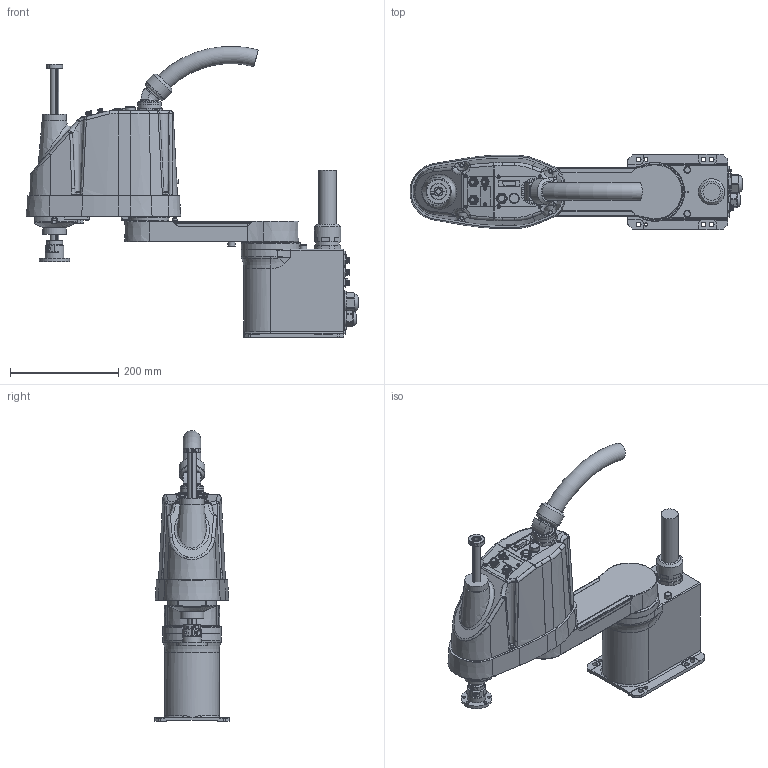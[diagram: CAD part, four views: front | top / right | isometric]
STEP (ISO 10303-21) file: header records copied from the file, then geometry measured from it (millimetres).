
FILE_DESCRIPTION (( 'STEP AP203' ), '1' );
FILE_NAME ('GBT-S3A.00-潠趙唳-2.STEP', '2023-07-06T09:00:32', ( '' ), ( '' ), 'SwSTEP 2.0', 'SolidWorks 2020', '' );
FILE_SCHEMA (( 'CONFIG_CONTROL_DESIGN' ));
Length unit declared in the file: millimetre
Products named in the file (5): GBT-S3A-300.00_D; GBT-S3A-400.00_D; GBT-S3A-100.00-D; GBT-S3A.00-潠趙唳-2; GBT-S3A-200.01-D
Assembly tree (4 placements, depth 2):
  GBT-S3A.00-潠趙唳-2
    GBT-S3A-100.00-D
    GBT-S3A-200.01-D
    GBT-S3A-300.00_D
    GBT-S3A-400.00_D
Bounding box: 613.87 x 140 x 537.78 mm (x, y, z)
Volume: 5138369.5 mm3; surface area: 792902.2 mm2
Topology: 4 solids, 7 shells, 1928 faces, 4773 edges, 2901 vertices
Faces by surface type: plane 798, cylinder 572, bspline 211, cone 180, torus 112, sphere 55
Full cylindrical faces by diameter (mm): 2.5 x2, 3 x18, 3.3 x2, 3.4 x2, 4 x4, 4.2 x1, 5 x6, 5.5 x12, 5.6 x9, 6 x3, 6.8 x5, 7 x15, 7.5 x6, 7.9 x3, 8.5 x1, 8.6 x3, 8.8 x9, 9 x7, 10 x2, 11 x12, 12 x1, 13 x2, 13.379 x1, 14 x3, 16 x3, 16.8 x1, 18 x2, 18.8 x1, 22 x1, 25.7 x3
Entity records: 76750 total; most frequent: CARTESIAN_POINT 33635, DIRECTION 8759, ORIENTED_EDGE 8752, EDGE_CURVE 4376, AXIS2_PLACEMENT_3D 3438, VERTEX_POINT 2800, EDGE_LOOP 2390, FACE_OUTER_BOUND 2136
